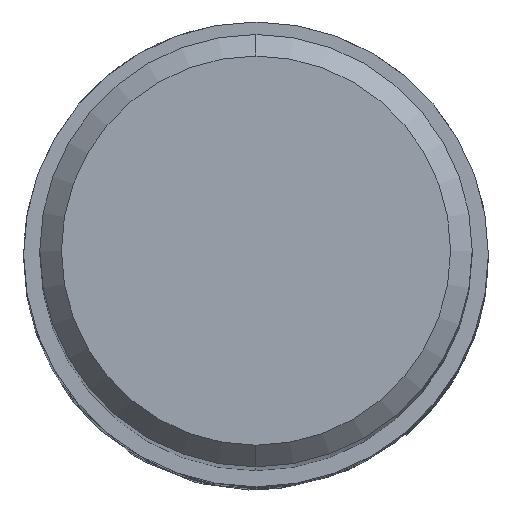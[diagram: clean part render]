
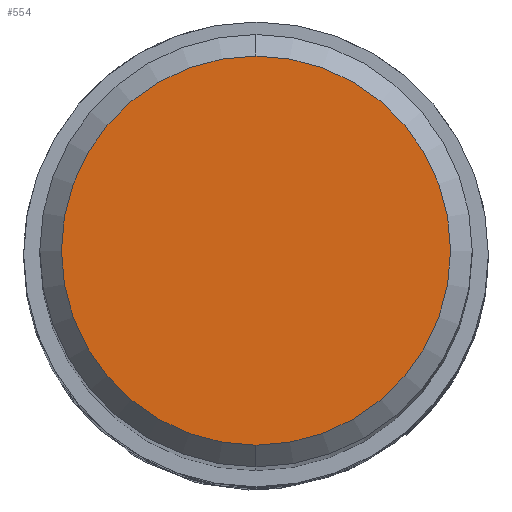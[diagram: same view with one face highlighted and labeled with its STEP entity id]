
A CAD part, top view. The second image highlights one B-rep face of the part: STEP entity #554.
In plain terms, the highlighted planar face has unit normal (0, 0, 1).
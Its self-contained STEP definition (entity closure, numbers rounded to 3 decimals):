
#310=VERTEX_POINT('',#843);
#334=EDGE_CURVE('',#310,#486,#871,.T.);
#484=EDGE_CURVE('',#486,#310,#1028,.T.);
#486=VERTEX_POINT('',#1030);
#554=ADVANCED_FACE('',(#1108),#1109,.T.);
#843=CARTESIAN_POINT('',(0.0,3.6,0.0));
#871=CIRCLE('',#2065,3.6);
#1028=CIRCLE('',#2619,3.6);
#1030=CARTESIAN_POINT('',(0.,-3.6,0.0));
#1108=FACE_OUTER_BOUND('',#3275,.T.);
#1109=PLANE('',#3276);
#2065=AXIS2_PLACEMENT_3D('',#5012,#5013,#5014);
#2619=AXIS2_PLACEMENT_3D('',#5134,#5135,#5136);
#3275=EDGE_LOOP('',(#5245,#5246));
#3276=AXIS2_PLACEMENT_3D('',#5247,#5248,#5249);
#5012=CARTESIAN_POINT('',(0.0,0.0,0.0));
#5013=DIRECTION('',(0.0,0.0,-1.0));
#5014=DIRECTION('',(0.0,1.0,0.0));
#5134=CARTESIAN_POINT('',(0.0,0.0,0.0));
#5135=DIRECTION('',(0.0,0.0,-1.0));
#5136=DIRECTION('',(0.0,1.0,0.0));
#5245=ORIENTED_EDGE('',*,*,#334,.F.);
#5246=ORIENTED_EDGE('',*,*,#484,.F.);
#5247=CARTESIAN_POINT('',(0.0,1.8,0.0));
#5248=DIRECTION('',(-0.0,0.0,1.0));
#5249=DIRECTION('',(0.0,-1.0,0.0));
